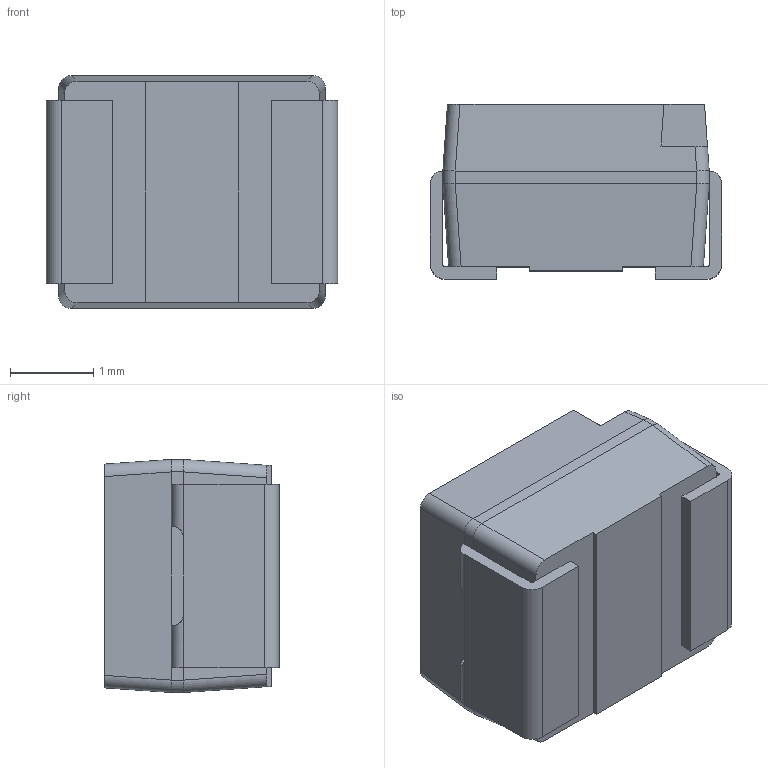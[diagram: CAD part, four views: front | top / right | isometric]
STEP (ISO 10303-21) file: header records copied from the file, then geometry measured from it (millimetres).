
FILE_DESCRIPTION (( 'STEP AP214' ), '1' );
FILE_NAME ('LY T676-R1S2-26.STEP', '2024-01-04T14:17:23', ( 'LENOVO' ), ( '' ), 'SwSTEP 2.0', 'SolidWorks 2021', '' );
FILE_SCHEMA (( 'AUTOMOTIVE_DESIGN' ));
Length unit declared in the file: millimetre
Products named in the file (1): LY T676-R1S2-26
Bounding box: 3.5 x 2.1 x 2.8 mm (x, y, z)
Volume: 18 mm3; surface area: 72.3 mm2
Topology: 4 solids, 4 shells, 67 faces, 170 edges, 112 vertices
Faces by surface type: plane 39, cylinder 24, cone 4
Entity records: 2133 total; most frequent: CARTESIAN_POINT 482, ORIENTED_EDGE 340, DIRECTION 310, EDGE_CURVE 170, VECTOR 126, LINE 126, VERTEX_POINT 112, AXIS2_PLACEMENT_3D 92
